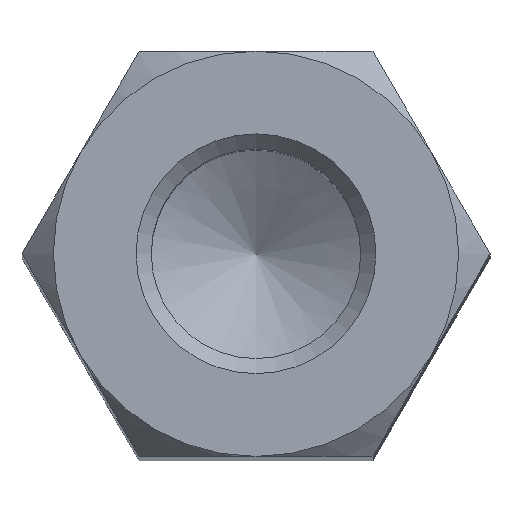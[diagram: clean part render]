
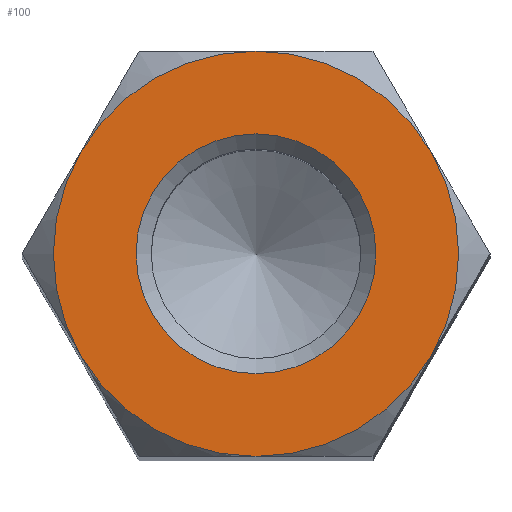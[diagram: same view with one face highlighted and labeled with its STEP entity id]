
A CAD part, top view. The second image highlights one B-rep face of the part: STEP entity #100.
In plain terms, the highlighted planar face has unit normal (0, 0, 1).
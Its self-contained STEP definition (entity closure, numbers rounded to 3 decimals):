
#100 = ADVANCED_FACE( '', ( #205, #206 ), #207, .F. );
#205 = FACE_BOUND( '', #306, .T. );
#206 = FACE_OUTER_BOUND( '', #307, .T. );
#207 = PLANE( '', #308 );
#306 = EDGE_LOOP( '', ( #504 ) );
#307 = EDGE_LOOP( '', ( #505, #506, #507, #508, #509, #510 ) );
#308 = AXIS2_PLACEMENT_3D( '', #511, #512, #513 );
#504 = ORIENTED_EDGE( '', *, *, #591, .T. );
#505 = ORIENTED_EDGE( '', *, *, #607, .T. );
#506 = ORIENTED_EDGE( '', *, *, #589, .T. );
#507 = ORIENTED_EDGE( '', *, *, #594, .T. );
#508 = ORIENTED_EDGE( '', *, *, #604, .T. );
#509 = ORIENTED_EDGE( '', *, *, #609, .T. );
#510 = ORIENTED_EDGE( '', *, *, #599, .T. );
#511 = CARTESIAN_POINT( '', ( 0., 0., 25. ) );
#512 = DIRECTION( '', ( 0., 0., -1. ) );
#513 = DIRECTION( '', ( -1., 0., 0. ) );
#589 = EDGE_CURVE( '', #631, #697, #699, .F. );
#591 = EDGE_CURVE( '', #701, #701, #702, .T. );
#594 = EDGE_CURVE( '', #697, #684, #705, .F. );
#599 = EDGE_CURVE( '', #673, #660, #710, .T. );
#604 = EDGE_CURVE( '', #684, #692, #715, .F. );
#607 = EDGE_CURVE( '', #660, #631, #718, .F. );
#609 = EDGE_CURVE( '', #692, #673, #720, .F. );
#631 = VERTEX_POINT( '', #761 );
#660 = VERTEX_POINT( '', #803 );
#673 = VERTEX_POINT( '', #855 );
#684 = VERTEX_POINT( '', #889 );
#692 = VERTEX_POINT( '', #915 );
#697 = VERTEX_POINT( '', #937 );
#699 = CIRCLE( '', #946, 4. );
#701 = VERTEX_POINT( '', #948 );
#702 = CIRCLE( '', #949, 2.367 );
#705 = CIRCLE( '', #952, 4. );
#710 = CIRCLE( '', #971, 4. );
#715 = CIRCLE( '', #983, 4. );
#718 = CIRCLE( '', #986, 4. );
#720 = CIRCLE( '', #988, 4. );
#761 = CARTESIAN_POINT( '', ( -3.464, -2., 25. ) );
#803 = CARTESIAN_POINT( '', ( -3.464, 2., 25. ) );
#855 = CARTESIAN_POINT( '', ( 0., 4., 25. ) );
#889 = CARTESIAN_POINT( '', ( 3.464, -2., 25. ) );
#915 = CARTESIAN_POINT( '', ( 3.464, 2., 25. ) );
#937 = CARTESIAN_POINT( '', ( 0., -4., 25. ) );
#946 = AXIS2_PLACEMENT_3D( '', #1037, #1038, #1039 );
#948 = CARTESIAN_POINT( '', ( 0., 2.367, 25. ) );
#949 = AXIS2_PLACEMENT_3D( '', #1040, #1041, #1042 );
#952 = AXIS2_PLACEMENT_3D( '', #1043, #1044, #1045 );
#971 = AXIS2_PLACEMENT_3D( '', #1046, #1047, #1048 );
#983 = AXIS2_PLACEMENT_3D( '', #1049, #1050, #1051 );
#986 = AXIS2_PLACEMENT_3D( '', #1052, #1053, #1054 );
#988 = AXIS2_PLACEMENT_3D( '', #1055, #1056, #1057 );
#1037 = CARTESIAN_POINT( '', ( 0., 0., 25. ) );
#1038 = DIRECTION( '', ( 0., 0., -1. ) );
#1039 = DIRECTION( '', ( -1., 0., 0. ) );
#1040 = CARTESIAN_POINT( '', ( 0., 0., 25. ) );
#1041 = DIRECTION( '', ( 0., 0., -1. ) );
#1042 = DIRECTION( '', ( 0., 1., 0. ) );
#1043 = CARTESIAN_POINT( '', ( 0., 0., 25. ) );
#1044 = DIRECTION( '', ( 0., 0., -1. ) );
#1045 = DIRECTION( '', ( -1., 0., 0. ) );
#1046 = CARTESIAN_POINT( '', ( 0., 0., 25. ) );
#1047 = DIRECTION( '', ( 0., 0., 1. ) );
#1048 = DIRECTION( '', ( 1., 0., 0. ) );
#1049 = CARTESIAN_POINT( '', ( 0., 0., 25. ) );
#1050 = DIRECTION( '', ( 0., 0., -1. ) );
#1051 = DIRECTION( '', ( -1., 0., 0. ) );
#1052 = CARTESIAN_POINT( '', ( 0., 0., 25. ) );
#1053 = DIRECTION( '', ( 0., 0., -1. ) );
#1054 = DIRECTION( '', ( -1., 0., 0. ) );
#1055 = CARTESIAN_POINT( '', ( 0., 0., 25. ) );
#1056 = DIRECTION( '', ( 0., 0., -1. ) );
#1057 = DIRECTION( '', ( -1., 0., 0. ) );
